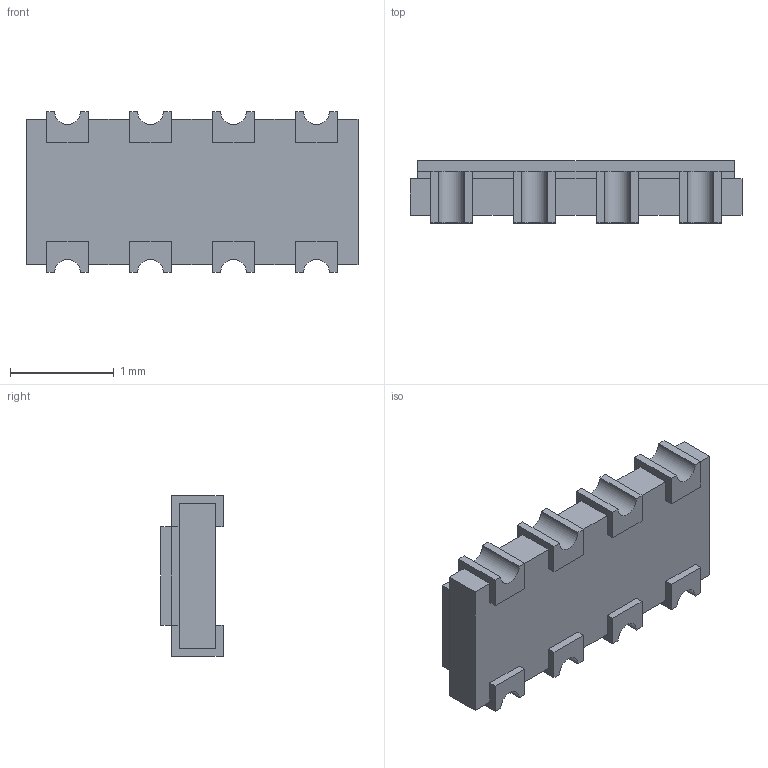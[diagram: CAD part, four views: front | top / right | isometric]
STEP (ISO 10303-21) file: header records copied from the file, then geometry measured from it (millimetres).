
FILE_DESCRIPTION (( 'STEP AP214' ), '1' );
FILE_NAME ('CAT16-271J4HLF.STEP', '2023-05-04T05:20:36', ( '' ), ( '' ), 'SwSTEP 2.0', 'SolidWorks 2021', '' );
FILE_SCHEMA (( 'AUTOMOTIVE_DESIGN' ));
Length unit declared in the file: millimetre
Products named in the file (1): CAT16-271J4HLF
Bounding box: 3.2 x 0.6 x 1.55 mm (x, y, z)
Volume: 2.2 mm3; surface area: 32.6 mm2
Topology: 11 solids, 11 shells, 158 faces, 408 edges, 272 vertices
Faces by surface type: plane 122, cylinder 36
Entity records: 4908 total; most frequent: CARTESIAN_POINT 839, ORIENTED_EDGE 816, DIRECTION 798, EDGE_CURVE 408, LINE 336, VECTOR 336, VERTEX_POINT 272, AXIS2_PLACEMENT_3D 231
